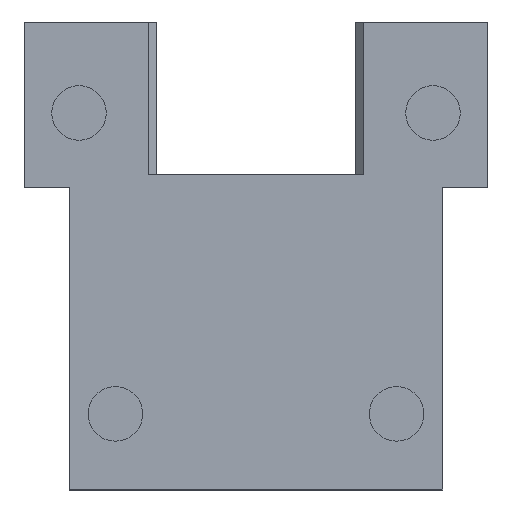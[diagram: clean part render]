
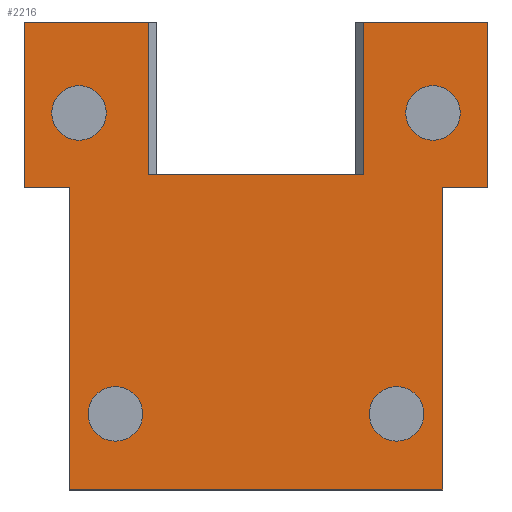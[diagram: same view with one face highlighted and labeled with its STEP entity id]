
A CAD part, front view. The second image highlights one B-rep face of the part: STEP entity #2216.
In plain terms, the highlighted planar face has unit normal (0, -1, 0).
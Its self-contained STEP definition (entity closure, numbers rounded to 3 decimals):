
#18=FACE_BOUND('',#230,.T.);
#19=FACE_BOUND('',#231,.T.);
#20=FACE_BOUND('',#232,.T.);
#21=FACE_BOUND('',#233,.T.);
#39=CIRCLE('',#2343,1.65);
#40=CIRCLE('',#2344,1.65);
#41=CIRCLE('',#2345,1.65);
#42=CIRCLE('',#2346,1.65);
#106=FACE_OUTER_BOUND('',#229,.T.);
#229=EDGE_LOOP('',(#1540,#1541,#1542,#1543,#1544,#1545,#1546,#1547,#1548,
#1549,#1550,#1551));
#230=EDGE_LOOP('',(#1552));
#231=EDGE_LOOP('',(#1553));
#232=EDGE_LOOP('',(#1554));
#233=EDGE_LOOP('',(#1555));
#372=LINE('',#3140,#655);
#390=LINE('',#3181,#673);
#400=LINE('',#3202,#683);
#411=LINE('',#3223,#694);
#412=LINE('',#3226,#695);
#413=LINE('',#3227,#696);
#414=LINE('',#3229,#697);
#415=LINE('',#3230,#698);
#416=LINE('',#3232,#699);
#417=LINE('',#3234,#700);
#418=LINE('',#3236,#701);
#419=LINE('',#3237,#702);
#655=VECTOR('',#2526,10.);
#673=VECTOR('',#2556,10.);
#683=VECTOR('',#2570,10.);
#694=VECTOR('',#2587,10.);
#695=VECTOR('',#2590,10.);
#696=VECTOR('',#2591,10.);
#697=VECTOR('',#2592,10.);
#698=VECTOR('',#2593,10.);
#699=VECTOR('',#2594,10.);
#700=VECTOR('',#2595,10.);
#701=VECTOR('',#2596,10.);
#702=VECTOR('',#2597,10.);
#931=VERTEX_POINT('',#3133);
#934=VERTEX_POINT('',#3138);
#950=VERTEX_POINT('',#3178);
#951=VERTEX_POINT('',#3180);
#959=VERTEX_POINT('',#3199);
#960=VERTEX_POINT('',#3201);
#967=VERTEX_POINT('',#3221);
#968=VERTEX_POINT('',#3225);
#969=VERTEX_POINT('',#3228);
#970=VERTEX_POINT('',#3231);
#971=VERTEX_POINT('',#3233);
#972=VERTEX_POINT('',#3235);
#973=VERTEX_POINT('',#3238);
#974=VERTEX_POINT('',#3240);
#975=VERTEX_POINT('',#3242);
#976=VERTEX_POINT('',#3244);
#1149=EDGE_CURVE('',#934,#931,#372,.T.);
#1169=EDGE_CURVE('',#950,#951,#390,.T.);
#1179=EDGE_CURVE('',#959,#960,#400,.T.);
#1190=EDGE_CURVE('',#967,#959,#411,.T.);
#1191=EDGE_CURVE('',#968,#967,#412,.T.);
#1192=EDGE_CURVE('',#968,#951,#413,.T.);
#1193=EDGE_CURVE('',#950,#969,#414,.T.);
#1194=EDGE_CURVE('',#969,#931,#415,.T.);
#1195=EDGE_CURVE('',#934,#970,#416,.T.);
#1196=EDGE_CURVE('',#970,#971,#417,.T.);
#1197=EDGE_CURVE('',#971,#972,#418,.T.);
#1198=EDGE_CURVE('',#972,#960,#419,.T.);
#1199=EDGE_CURVE('',#973,#973,#39,.T.);
#1200=EDGE_CURVE('',#974,#974,#40,.T.);
#1201=EDGE_CURVE('',#975,#975,#41,.T.);
#1202=EDGE_CURVE('',#976,#976,#42,.T.);
#1540=ORIENTED_EDGE('',*,*,#1190,.F.);
#1541=ORIENTED_EDGE('',*,*,#1191,.F.);
#1542=ORIENTED_EDGE('',*,*,#1192,.T.);
#1543=ORIENTED_EDGE('',*,*,#1169,.F.);
#1544=ORIENTED_EDGE('',*,*,#1193,.T.);
#1545=ORIENTED_EDGE('',*,*,#1194,.T.);
#1546=ORIENTED_EDGE('',*,*,#1149,.F.);
#1547=ORIENTED_EDGE('',*,*,#1195,.T.);
#1548=ORIENTED_EDGE('',*,*,#1196,.T.);
#1549=ORIENTED_EDGE('',*,*,#1197,.T.);
#1550=ORIENTED_EDGE('',*,*,#1198,.T.);
#1551=ORIENTED_EDGE('',*,*,#1179,.F.);
#1552=ORIENTED_EDGE('',*,*,#1199,.F.);
#1553=ORIENTED_EDGE('',*,*,#1200,.T.);
#1554=ORIENTED_EDGE('',*,*,#1201,.T.);
#1555=ORIENTED_EDGE('',*,*,#1202,.T.);
#2108=PLANE('',#2342);
#2216=ADVANCED_FACE('',(#106,#18,#19,#20,#21),#2108,.T.);
#2342=AXIS2_PLACEMENT_3D('',#3224,#2588,#2589);
#2343=AXIS2_PLACEMENT_3D('',#3239,#2598,#2599);
#2344=AXIS2_PLACEMENT_3D('',#3241,#2600,#2601);
#2345=AXIS2_PLACEMENT_3D('',#3243,#2602,#2603);
#2346=AXIS2_PLACEMENT_3D('',#3245,#2604,#2605);
#2526=DIRECTION('',(0.,0.,1.));
#2556=DIRECTION('',(1.,0.,0.));
#2570=DIRECTION('',(1.,0.,0.));
#2587=DIRECTION('',(0.,0.,1.));
#2588=DIRECTION('center_axis',(0.,-1.,0.));
#2589=DIRECTION('ref_axis',(0.,0.,-1.));
#2590=DIRECTION('',(1.,0.,0.));
#2591=DIRECTION('',(0.,0.,1.));
#2592=DIRECTION('',(0.,0.,-1.));
#2593=DIRECTION('',(1.,0.,0.));
#2594=DIRECTION('',(1.,0.,0.));
#2595=DIRECTION('',(0.,0.,1.));
#2596=DIRECTION('',(1.,0.,0.));
#2597=DIRECTION('',(0.,0.,1.));
#2598=DIRECTION('center_axis',(0.,-1.,0.));
#2599=DIRECTION('ref_axis',(-1.,0.,0.));
#2600=DIRECTION('center_axis',(0.,1.,0.));
#2601=DIRECTION('ref_axis',(1.,0.,0.));
#2602=DIRECTION('center_axis',(0.,1.,0.));
#2603=DIRECTION('ref_axis',(1.,0.,0.));
#2604=DIRECTION('center_axis',(0.,1.,0.));
#2605=DIRECTION('ref_axis',(1.,0.,0.));
#3133=CARTESIAN_POINT('',(-11.3,-104.702,27.861));
#3138=CARTESIAN_POINT('',(-11.3,-104.702,9.57));
#3140=CARTESIAN_POINT('',(-11.3,-104.702,13.993));
#3178=CARTESIAN_POINT('',(-14.,-104.702,37.861));
#3180=CARTESIAN_POINT('',(-6.5,-104.702,37.861));
#3181=CARTESIAN_POINT('',(-13.5,-104.702,37.861));
#3199=CARTESIAN_POINT('',(6.5,-104.702,37.861));
#3201=CARTESIAN_POINT('',(14.,-104.702,37.861));
#3202=CARTESIAN_POINT('',(6.5,-104.702,37.861));
#3221=CARTESIAN_POINT('',(6.5,-104.702,28.661));
#3223=CARTESIAN_POINT('',(6.5,-104.702,21.566));
#3224=CARTESIAN_POINT('Origin',(13.5,-104.702,10.87));
#3225=CARTESIAN_POINT('',(-6.5,-104.702,28.661));
#3226=CARTESIAN_POINT('',(0.,-104.702,28.661));
#3227=CARTESIAN_POINT('',(-6.5,-104.702,35.861));
#3228=CARTESIAN_POINT('',(-14.,-104.702,27.861));
#3229=CARTESIAN_POINT('',(-14.,-104.702,10.87));
#3230=CARTESIAN_POINT('',(6.75,-104.702,27.861));
#3231=CARTESIAN_POINT('',(11.3,-104.702,9.57));
#3232=CARTESIAN_POINT('',(9.2,-104.702,9.57));
#3233=CARTESIAN_POINT('',(11.3,-104.702,27.861));
#3234=CARTESIAN_POINT('',(11.3,-104.702,18.766));
#3235=CARTESIAN_POINT('',(14.,-104.702,27.861));
#3236=CARTESIAN_POINT('',(6.75,-104.702,27.861));
#3237=CARTESIAN_POINT('',(14.,-104.702,10.87));
#3238=CARTESIAN_POINT('',(-6.85,-104.702,14.17));
#3239=CARTESIAN_POINT('Origin',(-8.5,-104.702,14.17));
#3240=CARTESIAN_POINT('',(9.05,-104.702,32.361));
#3241=CARTESIAN_POINT('Origin',(10.7,-104.702,32.361));
#3242=CARTESIAN_POINT('',(6.85,-104.702,14.17));
#3243=CARTESIAN_POINT('Origin',(8.5,-104.702,14.17));
#3244=CARTESIAN_POINT('',(-12.35,-104.702,32.361));
#3245=CARTESIAN_POINT('Origin',(-10.7,-104.702,32.361));
